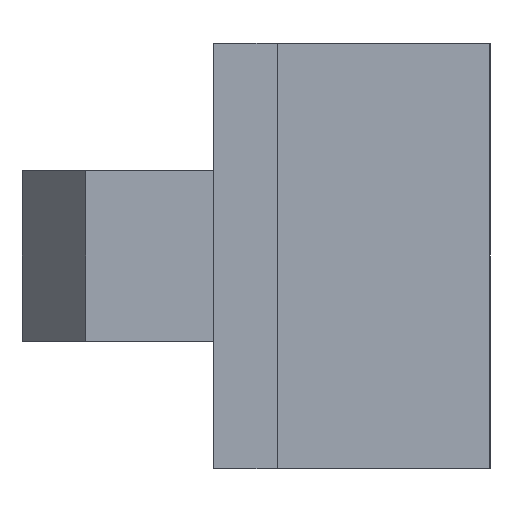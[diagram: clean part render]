
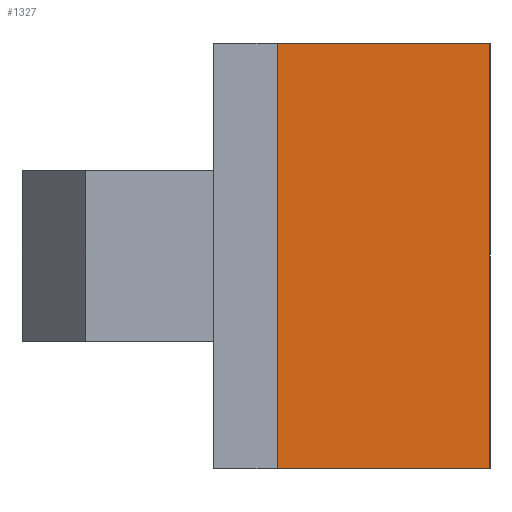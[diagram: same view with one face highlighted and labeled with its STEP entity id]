
A CAD part, left-side view. The second image highlights one B-rep face of the part: STEP entity #1327.
In plain terms, the highlighted planar face has unit normal (-1, 0, 0).
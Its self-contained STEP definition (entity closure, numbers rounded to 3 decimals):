
#44 = PLANE('',#45);
#45 = AXIS2_PLACEMENT_3D('',#46,#47,#48);
#46 = CARTESIAN_POINT('',(-27.157,-1.407,-5.));
#47 = DIRECTION('',(0.,0.,1.));
#48 = DIRECTION('',(1.,0.,0.));
#100 = PLANE('',#101);
#101 = AXIS2_PLACEMENT_3D('',#102,#103,#104);
#102 = CARTESIAN_POINT('',(-27.157,-1.407,5.));
#103 = DIRECTION('',(0.,0.,1.));
#104 = DIRECTION('',(1.,0.,0.));
#427 = VERTEX_POINT('',#428);
#428 = CARTESIAN_POINT('',(0.,-1.5,-5.));
#442 = PLANE('',#443);
#443 = AXIS2_PLACEMENT_3D('',#444,#445,#446);
#444 = CARTESIAN_POINT('',(0.,-1.5,-5.));
#445 = DIRECTION('',(0.,-1.,0.));
#446 = DIRECTION('',(-1.,0.,0.));
#454 = EDGE_CURVE('',#455,#427,#457,.T.);
#455 = VERTEX_POINT('',#456);
#456 = CARTESIAN_POINT('',(0.,-6.5,-5.));
#457 = SURFACE_CURVE('',#458,(#462,#469),.PCURVE_S1.);
#458 = LINE('',#459,#460);
#459 = CARTESIAN_POINT('',(0.,-6.5,-5.));
#460 = VECTOR('',#461,1.);
#461 = DIRECTION('',(0.,1.,0.));
#462 = PCURVE('',#44,#463);
#463 = DEFINITIONAL_REPRESENTATION('',(#464),#468);
#464 = LINE('',#465,#466);
#465 = CARTESIAN_POINT('',(27.157,-5.093));
#466 = VECTOR('',#467,1.);
#467 = DIRECTION('',(0.,1.));
#468 = ( GEOMETRIC_REPRESENTATION_CONTEXT(2) 
PARAMETRIC_REPRESENTATION_CONTEXT() REPRESENTATION_CONTEXT('2D SPACE',''
  ) );
#469 = PCURVE('',#470,#475);
#470 = PLANE('',#471);
#471 = AXIS2_PLACEMENT_3D('',#472,#473,#474);
#472 = CARTESIAN_POINT('',(0.,-6.5,-5.));
#473 = DIRECTION('',(-1.,0.,0.));
#474 = DIRECTION('',(0.,1.,0.));
#475 = DEFINITIONAL_REPRESENTATION('',(#476),#480);
#476 = LINE('',#477,#478);
#477 = CARTESIAN_POINT('',(0.,0.));
#478 = VECTOR('',#479,1.);
#479 = DIRECTION('',(1.,0.));
#480 = ( GEOMETRIC_REPRESENTATION_CONTEXT(2) 
PARAMETRIC_REPRESENTATION_CONTEXT() REPRESENTATION_CONTEXT('2D SPACE',''
  ) );
#498 = PLANE('',#499);
#499 = AXIS2_PLACEMENT_3D('',#500,#501,#502);
#500 = CARTESIAN_POINT('',(22.,-6.5,-5.));
#501 = DIRECTION('',(0.,-1.,0.));
#502 = DIRECTION('',(-1.,0.,0.));
#666 = VERTEX_POINT('',#667);
#667 = CARTESIAN_POINT('',(0.,-1.5,5.));
#688 = EDGE_CURVE('',#689,#666,#691,.T.);
#689 = VERTEX_POINT('',#690);
#690 = CARTESIAN_POINT('',(0.,-6.5,5.));
#691 = SURFACE_CURVE('',#692,(#696,#703),.PCURVE_S1.);
#692 = LINE('',#693,#694);
#693 = CARTESIAN_POINT('',(0.,-6.5,5.));
#694 = VECTOR('',#695,1.);
#695 = DIRECTION('',(0.,1.,0.));
#696 = PCURVE('',#100,#697);
#697 = DEFINITIONAL_REPRESENTATION('',(#698),#702);
#698 = LINE('',#699,#700);
#699 = CARTESIAN_POINT('',(27.157,-5.093));
#700 = VECTOR('',#701,1.);
#701 = DIRECTION('',(0.,1.));
#702 = ( GEOMETRIC_REPRESENTATION_CONTEXT(2) 
PARAMETRIC_REPRESENTATION_CONTEXT() REPRESENTATION_CONTEXT('2D SPACE',''
  ) );
#703 = PCURVE('',#470,#704);
#704 = DEFINITIONAL_REPRESENTATION('',(#705),#709);
#705 = LINE('',#706,#707);
#706 = CARTESIAN_POINT('',(0.,-10.));
#707 = VECTOR('',#708,1.);
#708 = DIRECTION('',(1.,0.));
#709 = ( GEOMETRIC_REPRESENTATION_CONTEXT(2) 
PARAMETRIC_REPRESENTATION_CONTEXT() REPRESENTATION_CONTEXT('2D SPACE',''
  ) );
#1270 = EDGE_CURVE('',#427,#666,#1271,.T.);
#1271 = SURFACE_CURVE('',#1272,(#1276,#1283),.PCURVE_S1.);
#1272 = LINE('',#1273,#1274);
#1273 = CARTESIAN_POINT('',(0.,-1.5,-5.));
#1274 = VECTOR('',#1275,1.);
#1275 = DIRECTION('',(0.,0.,1.));
#1276 = PCURVE('',#442,#1277);
#1277 = DEFINITIONAL_REPRESENTATION('',(#1278),#1282);
#1278 = LINE('',#1279,#1280);
#1279 = CARTESIAN_POINT('',(0.,-0.));
#1280 = VECTOR('',#1281,1.);
#1281 = DIRECTION('',(0.,-1.));
#1282 = ( GEOMETRIC_REPRESENTATION_CONTEXT(2) 
PARAMETRIC_REPRESENTATION_CONTEXT() REPRESENTATION_CONTEXT('2D SPACE',''
  ) );
#1283 = PCURVE('',#470,#1284);
#1284 = DEFINITIONAL_REPRESENTATION('',(#1285),#1289);
#1285 = LINE('',#1286,#1287);
#1286 = CARTESIAN_POINT('',(5.,0.));
#1287 = VECTOR('',#1288,1.);
#1288 = DIRECTION('',(0.,-1.));
#1289 = ( GEOMETRIC_REPRESENTATION_CONTEXT(2) 
PARAMETRIC_REPRESENTATION_CONTEXT() REPRESENTATION_CONTEXT('2D SPACE',''
  ) );
#1307 = EDGE_CURVE('',#455,#689,#1308,.T.);
#1308 = SURFACE_CURVE('',#1309,(#1313,#1320),.PCURVE_S1.);
#1309 = LINE('',#1310,#1311);
#1310 = CARTESIAN_POINT('',(0.,-6.5,-5.));
#1311 = VECTOR('',#1312,1.);
#1312 = DIRECTION('',(0.,0.,1.));
#1313 = PCURVE('',#498,#1314);
#1314 = DEFINITIONAL_REPRESENTATION('',(#1315),#1319);
#1315 = LINE('',#1316,#1317);
#1316 = CARTESIAN_POINT('',(22.,0.));
#1317 = VECTOR('',#1318,1.);
#1318 = DIRECTION('',(0.,-1.));
#1319 = ( GEOMETRIC_REPRESENTATION_CONTEXT(2) 
PARAMETRIC_REPRESENTATION_CONTEXT() REPRESENTATION_CONTEXT('2D SPACE',''
  ) );
#1320 = PCURVE('',#470,#1321);
#1321 = DEFINITIONAL_REPRESENTATION('',(#1322),#1326);
#1322 = LINE('',#1323,#1324);
#1323 = CARTESIAN_POINT('',(0.,0.));
#1324 = VECTOR('',#1325,1.);
#1325 = DIRECTION('',(0.,-1.));
#1326 = ( GEOMETRIC_REPRESENTATION_CONTEXT(2) 
PARAMETRIC_REPRESENTATION_CONTEXT() REPRESENTATION_CONTEXT('2D SPACE',''
  ) );
#1327 = ADVANCED_FACE('',(#1328),#470,.T.);
#1328 = FACE_BOUND('',#1329,.T.);
#1329 = EDGE_LOOP('',(#1330,#1331,#1332,#1333));
#1330 = ORIENTED_EDGE('',*,*,#1307,.T.);
#1331 = ORIENTED_EDGE('',*,*,#688,.T.);
#1332 = ORIENTED_EDGE('',*,*,#1270,.F.);
#1333 = ORIENTED_EDGE('',*,*,#454,.F.);
